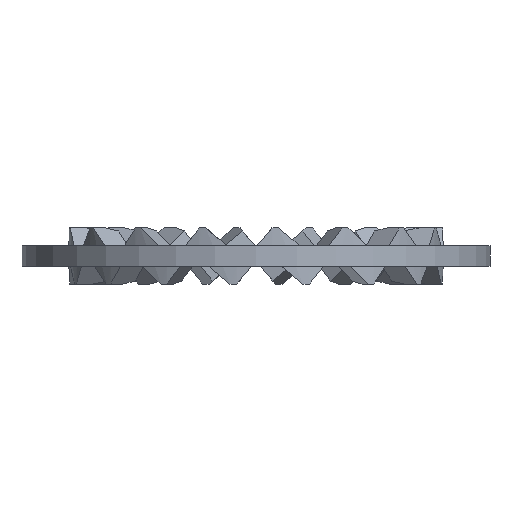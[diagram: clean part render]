
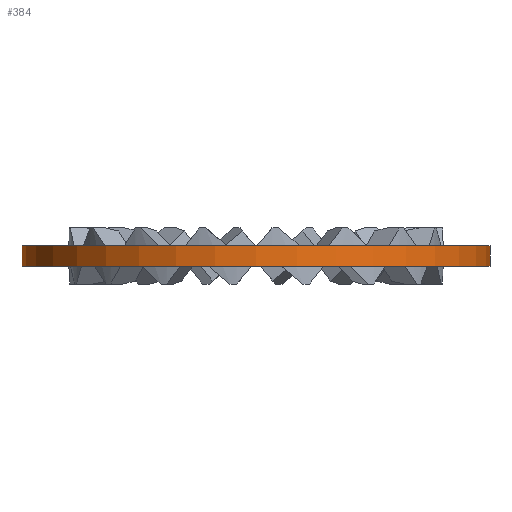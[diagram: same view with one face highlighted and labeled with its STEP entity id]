
A CAD part, front view. The second image highlights one B-rep face of the part: STEP entity #384.
In plain terms, the highlighted cylindrical face has radius 16.25 mm (diameter 32.5 mm), a partial arc.
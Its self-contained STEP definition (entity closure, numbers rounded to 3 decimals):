
#29 = EDGE_LOOP ( 'NONE', ( #2287, #2622, #3582, #3826 ) ) ;
#47 = DIRECTION ( 'NONE',  ( 1., 0., 0. ) ) ;
#284 = CARTESIAN_POINT ( 'NONE',  ( 16.25, 0., -0.7 ) ) ;
#384 = ADVANCED_FACE ( 'NONE', ( #2726 ), #2163, .T. ) ;
#542 = VECTOR ( 'NONE', #3412, 1000. ) ;
#562 = VECTOR ( 'NONE', #2482, 1000. ) ;
#683 = CARTESIAN_POINT ( 'NONE',  ( 0., 0., 0.7 ) ) ;
#872 = CARTESIAN_POINT ( 'NONE',  ( 16.25, 0., 0.7 ) ) ;
#1306 = LINE ( 'NONE', #4886, #562 ) ;
#1481 = VERTEX_POINT ( 'NONE', #872 ) ;
#1790 = CARTESIAN_POINT ( 'NONE',  ( -16.25, 0., 0.7 ) ) ;
#2043 = CIRCLE ( 'NONE', #4029, 16.25 ) ;
#2048 = VERTEX_POINT ( 'NONE', #1790 ) ;
#2057 = DIRECTION ( 'NONE',  ( 0., 0., 1. ) ) ;
#2116 = EDGE_CURVE ( 'NONE', #2048, #1481, #2043, .T. ) ;
#2128 = DIRECTION ( 'NONE',  ( 1., 0., 0. ) ) ;
#2163 = CYLINDRICAL_SURFACE ( 'NONE', #3937, 16.25 ) ;
#2232 = VERTEX_POINT ( 'NONE', #2891 ) ;
#2287 = ORIENTED_EDGE ( 'NONE', *, *, #2807, .F. ) ;
#2482 = DIRECTION ( 'NONE',  ( 0., 0., 1. ) ) ;
#2622 = ORIENTED_EDGE ( 'NONE', *, *, #4809, .T. ) ;
#2726 = FACE_OUTER_BOUND ( 'NONE', #29, .T. ) ;
#2807 = EDGE_CURVE ( 'NONE', #2232, #2048, #3786, .T. ) ;
#2891 = CARTESIAN_POINT ( 'NONE',  ( -16.25, 0., -0.7 ) ) ;
#2898 = CARTESIAN_POINT ( 'NONE',  ( 0., 0., -0.7 ) ) ;
#2984 = CIRCLE ( 'NONE', #4438, 16.25 ) ;
#3412 = DIRECTION ( 'NONE',  ( 0., 0., 1. ) ) ;
#3413 = DIRECTION ( 'NONE',  ( 1., 0., 0. ) ) ;
#3454 = DIRECTION ( 'NONE',  ( 0., 0., 1. ) ) ;
#3582 = ORIENTED_EDGE ( 'NONE', *, *, #4182, .T. ) ;
#3615 = CARTESIAN_POINT ( 'NONE',  ( 0., 0., -0.7 ) ) ;
#3782 = CARTESIAN_POINT ( 'NONE',  ( -16.25, 0., -0.7 ) ) ;
#3786 = LINE ( 'NONE', #3782, #542 ) ;
#3826 = ORIENTED_EDGE ( 'NONE', *, *, #2116, .F. ) ;
#3937 = AXIS2_PLACEMENT_3D ( 'NONE', #3615, #2057, #47 ) ;
#4029 = AXIS2_PLACEMENT_3D ( 'NONE', #683, #3454, #3413 ) ;
#4110 = DIRECTION ( 'NONE',  ( 0., 0., 1. ) ) ;
#4182 = EDGE_CURVE ( 'NONE', #5020, #1481, #1306, .T. ) ;
#4438 = AXIS2_PLACEMENT_3D ( 'NONE', #2898, #4110, #2128 ) ;
#4809 = EDGE_CURVE ( 'NONE', #2232, #5020, #2984, .T. ) ;
#4886 = CARTESIAN_POINT ( 'NONE',  ( 16.25, 0., -0.7 ) ) ;
#5020 = VERTEX_POINT ( 'NONE', #284 ) ;
